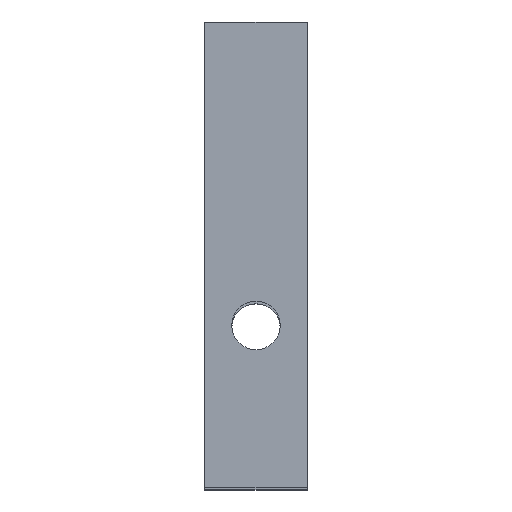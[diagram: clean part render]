
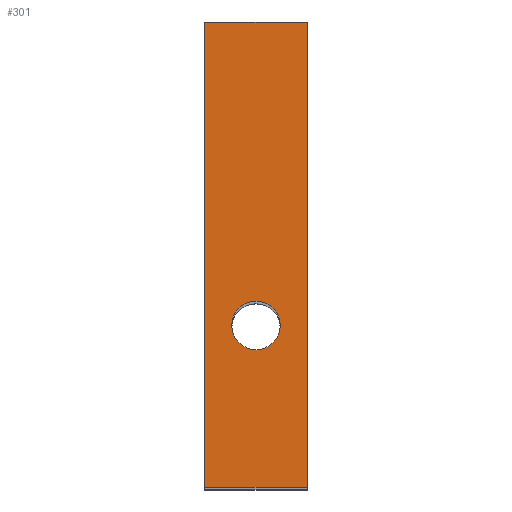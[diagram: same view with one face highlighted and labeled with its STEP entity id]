
A CAD part, top view. The second image highlights one B-rep face of the part: STEP entity #301.
In plain terms, the highlighted planar face has unit normal (0, 0, 1).
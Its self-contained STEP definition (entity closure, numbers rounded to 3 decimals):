
#10 = CARTESIAN_POINT ( 'NONE',  ( 0., 0., 396.825 ) ) ;
#19 = CARTESIAN_POINT ( 'NONE',  ( 25.4, 115., 396.825 ) ) ;
#29 = CARTESIAN_POINT ( 'NONE',  ( 18.7, 40., 396.825 ) ) ;
#53 = CARTESIAN_POINT ( 'NONE',  ( 0., 115., 396.825 ) ) ;
#71 = DIRECTION ( 'NONE',  ( 0., -1., 0. ) ) ;
#75 = CARTESIAN_POINT ( 'NONE',  ( 0., 115., 396.825 ) ) ;
#87 = CARTESIAN_POINT ( 'NONE',  ( 6.7, 40., 396.825 ) ) ;
#97 = CARTESIAN_POINT ( 'NONE',  ( 25.4, 0., 396.825 ) ) ;
#116 = EDGE_CURVE ( 'NONE', #201, #205, #591, .T. ) ;
#120 = EDGE_CURVE ( 'NONE', #231, #212, #389, .T. ) ;
#121 = EDGE_CURVE ( 'NONE', #197, #272, #369, .T. ) ;
#126 = EDGE_CURVE ( 'NONE', #197, #201, #383, .T. ) ;
#135 = EDGE_CURVE ( 'NONE', #212, #231, #412, .T. ) ;
#145 = EDGE_CURVE ( 'NONE', #205, #272, #499, .T. ) ;
#166 = AXIS2_PLACEMENT_3D ( 'NONE', #235, #194, #238 ) ;
#167 = AXIS2_PLACEMENT_3D ( 'NONE', #514, #510, #519 ) ;
#187 = DIRECTION ( 'NONE',  ( 1., 0., 0. ) ) ;
#190 = CARTESIAN_POINT ( 'NONE',  ( 0., 111.825, 396.825 ) ) ;
#192 = PLANE ( 'NONE',  #318 ) ;
#194 = DIRECTION ( 'NONE',  ( 0., 0., 1. ) ) ;
#197 = VERTEX_POINT ( 'NONE', #97 ) ;
#199 = CARTESIAN_POINT ( 'NONE',  ( 0., 0., 396.825 ) ) ;
#201 = VERTEX_POINT ( 'NONE', #19 ) ;
#205 = VERTEX_POINT ( 'NONE', #75 ) ;
#206 = DIRECTION ( 'NONE',  ( -1., 0., 0. ) ) ;
#212 = VERTEX_POINT ( 'NONE', #87 ) ;
#231 = VERTEX_POINT ( 'NONE', #29 ) ;
#235 = CARTESIAN_POINT ( 'NONE',  ( 12.7, 40., 396.825 ) ) ;
#238 = DIRECTION ( 'NONE',  ( 1., 0., 0. ) ) ;
#242 = DIRECTION ( 'NONE',  ( -1., 0., 0. ) ) ;
#246 = CARTESIAN_POINT ( 'NONE',  ( 25.4, 115., 396.825 ) ) ;
#248 = CARTESIAN_POINT ( 'NONE',  ( 0., 115., 396.825 ) ) ;
#272 = VERTEX_POINT ( 'NONE', #10 ) ;
#285 = DIRECTION ( 'NONE',  ( 0., 1., 0. ) ) ;
#301 = ADVANCED_FACE ( 'NONE', ( #437, #442 ), #192, .T. ) ;
#318 = AXIS2_PLACEMENT_3D ( 'NONE', #190, #522, #187 ) ;
#369 = LINE ( 'NONE', #199, #396 ) ;
#383 = LINE ( 'NONE', #246, #391 ) ;
#389 = CIRCLE ( 'NONE', #166, 6. ) ;
#391 = VECTOR ( 'NONE', #285, 1000. ) ;
#395 = VECTOR ( 'NONE', #242, 1000. ) ;
#396 = VECTOR ( 'NONE', #206, 1000. ) ;
#412 = CIRCLE ( 'NONE', #167, 6. ) ;
#437 = FACE_BOUND ( 'NONE', #580, .T. ) ;
#442 = FACE_OUTER_BOUND ( 'NONE', #546, .T. ) ;
#486 = VECTOR ( 'NONE', #71, 1000. ) ;
#499 = LINE ( 'NONE', #53, #486 ) ;
#510 = DIRECTION ( 'NONE',  ( 0., 0., 1. ) ) ;
#514 = CARTESIAN_POINT ( 'NONE',  ( 12.7, 40., 396.825 ) ) ;
#519 = DIRECTION ( 'NONE',  ( 1., 0., 0. ) ) ;
#522 = DIRECTION ( 'NONE',  ( 0., 0., 1. ) ) ;
#546 = EDGE_LOOP ( 'NONE', ( #588, #622, #638, #548 ) ) ;
#548 = ORIENTED_EDGE ( 'NONE', *, *, #116, .T. ) ;
#549 = ORIENTED_EDGE ( 'NONE', *, *, #135, .F. ) ;
#562 = ORIENTED_EDGE ( 'NONE', *, *, #120, .F. ) ;
#580 = EDGE_LOOP ( 'NONE', ( #562, #549 ) ) ;
#588 = ORIENTED_EDGE ( 'NONE', *, *, #145, .T. ) ;
#591 = LINE ( 'NONE', #248, #395 ) ;
#622 = ORIENTED_EDGE ( 'NONE', *, *, #121, .F. ) ;
#638 = ORIENTED_EDGE ( 'NONE', *, *, #126, .T. ) ;
